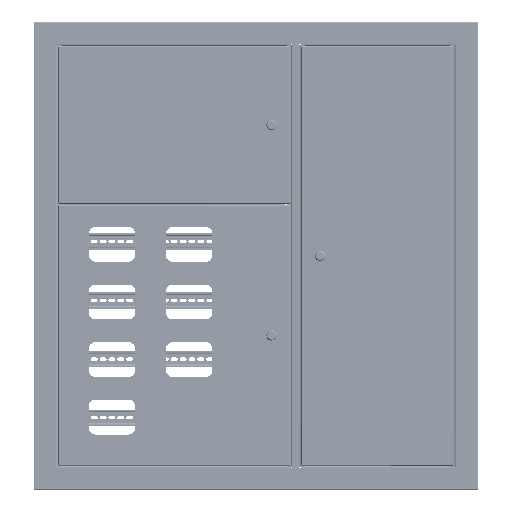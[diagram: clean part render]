
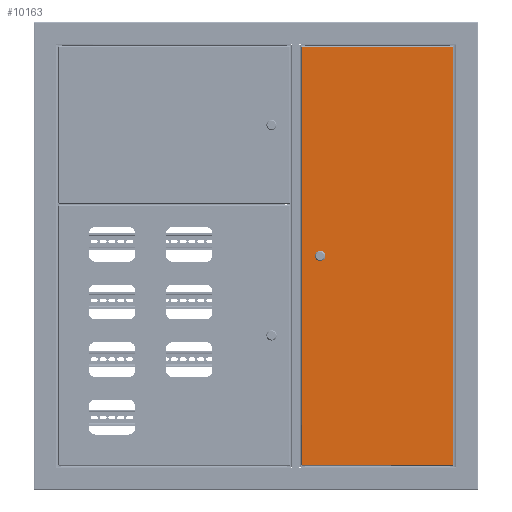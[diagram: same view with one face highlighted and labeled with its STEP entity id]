
A CAD part, top view. The second image highlights one B-rep face of the part: STEP entity #10163.
In plain terms, the highlighted planar face has unit normal (0, 0, 1).
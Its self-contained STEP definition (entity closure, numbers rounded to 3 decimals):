
#405 = CARTESIAN_POINT ( 'NONE',  ( 444.551, 48.5, 0. ) ) ;
#1869 = LINE ( 'NONE', #46489, #55269 ) ;
#5900 = CIRCLE ( 'NONE', #40943, 9.25 ) ;
#8747 = VERTEX_POINT ( 'NONE', #78556 ) ;
#9140 = DIRECTION ( 'NONE',  ( 1., 0., 0. ) ) ;
#10163 = ADVANCED_FACE ( 'NONE', ( #28646, #37276 ), #57466, .F. ) ;
#13943 = EDGE_LOOP ( 'NONE', ( #14035, #25404, #16981, #88168, #69458 ) ) ;
#14035 = ORIENTED_EDGE ( 'NONE', *, *, #51027, .F. ) ;
#15409 = LINE ( 'NONE', #15887, #52536 ) ;
#15887 = CARTESIAN_POINT ( 'NONE',  ( 1.7, 1.7, 0. ) ) ;
#16981 = ORIENTED_EDGE ( 'NONE', *, *, #27522, .F. ) ;
#17090 = LINE ( 'NONE', #77493, #57418 ) ;
#17591 = DIRECTION ( 'NONE',  ( 0., 0., 1. ) ) ;
#17727 = DIRECTION ( 'NONE',  ( 1., 0., 0. ) ) ;
#17848 = CIRCLE ( 'NONE', #71427, 9.25 ) ;
#18710 = VERTEX_POINT ( 'NONE', #77734 ) ;
#18800 = DIRECTION ( 'NONE',  ( 0., 0., 1. ) ) ;
#19125 = DIRECTION ( 'NONE',  ( -1., 0., 0. ) ) ;
#20262 = EDGE_CURVE ( 'NONE', #65105, #45376, #5900, .T. ) ;
#20997 = DIRECTION ( 'NONE',  ( -1., 0., 0. ) ) ;
#23066 = AXIS2_PLACEMENT_3D ( 'NONE', #31476, #17591, #46837 ) ;
#23300 = EDGE_CURVE ( 'NONE', #18710, #40021, #64672, .T. ) ;
#23947 = DIRECTION ( 'NONE',  ( 0., 1., 0. ) ) ;
#25404 = ORIENTED_EDGE ( 'NONE', *, *, #92323, .F. ) ;
#27522 = EDGE_CURVE ( 'NONE', #93381, #89868, #64438, .T. ) ;
#28646 = FACE_BOUND ( 'NONE', #13943, .T. ) ;
#29127 = CARTESIAN_POINT ( 'NONE',  ( 0., 325.7, 0. ) ) ;
#30816 = CARTESIAN_POINT ( 'NONE',  ( 451.849, 31.5, 0. ) ) ;
#31476 = CARTESIAN_POINT ( 'NONE',  ( 448.2, 40., 0. ) ) ;
#33621 = VECTOR ( 'NONE', #87690, 1000. ) ;
#33688 = CARTESIAN_POINT ( 'NONE',  ( 444.551, 31.5, 0. ) ) ;
#34252 = CARTESIAN_POINT ( 'NONE',  ( 1.7, 1.7, 0. ) ) ;
#37276 = FACE_OUTER_BOUND ( 'NONE', #51376, .T. ) ;
#38597 = ORIENTED_EDGE ( 'NONE', *, *, #66320, .T. ) ;
#40021 = VERTEX_POINT ( 'NONE', #34252 ) ;
#40358 = DIRECTION ( 'NONE',  ( 1., 0., 0. ) ) ;
#40735 = ORIENTED_EDGE ( 'NONE', *, *, #23300, .T. ) ;
#40943 = AXIS2_PLACEMENT_3D ( 'NONE', #54652, #90181, #17727 ) ;
#41153 = VERTEX_POINT ( 'NONE', #69337 ) ;
#45352 = VERTEX_POINT ( 'NONE', #69217 ) ;
#45376 = VERTEX_POINT ( 'NONE', #33688 ) ;
#46246 = EDGE_CURVE ( 'NONE', #8747, #45352, #1869, .T. ) ;
#46489 = CARTESIAN_POINT ( 'NONE',  ( 894.7, 0., 0. ) ) ;
#46837 = DIRECTION ( 'NONE',  ( 1., 0., 0. ) ) ;
#47602 = CARTESIAN_POINT ( 'NONE',  ( 448.2, 40., 0. ) ) ;
#51027 = EDGE_CURVE ( 'NONE', #41153, #65105, #17090, .T. ) ;
#51376 = EDGE_LOOP ( 'NONE', ( #38597, #92104, #53984, #40735 ) ) ;
#52536 = VECTOR ( 'NONE', #9140, 1000. ) ;
#53548 = DIRECTION ( 'NONE',  ( -1., 0., 0. ) ) ;
#53984 = ORIENTED_EDGE ( 'NONE', *, *, #78275, .T. ) ;
#54652 = CARTESIAN_POINT ( 'NONE',  ( 448.2, 40., 0. ) ) ;
#54660 = DIRECTION ( 'NONE',  ( 1., 0., 0. ) ) ;
#55269 = VECTOR ( 'NONE', #23947, 1000. ) ;
#56643 = VECTOR ( 'NONE', #19125, 1000. ) ;
#57418 = VECTOR ( 'NONE', #53548, 1000. ) ;
#57466 = PLANE ( 'NONE',  #83010 ) ;
#57467 = LINE ( 'NONE', #70908, #56643 ) ;
#58409 = DIRECTION ( 'NONE',  ( 0., 0., -1. ) ) ;
#61289 = VECTOR ( 'NONE', #54660, 1000. ) ;
#64438 = CIRCLE ( 'NONE', #23066, 9.25 ) ;
#64672 = LINE ( 'NONE', #79535, #33621 ) ;
#65105 = VERTEX_POINT ( 'NONE', #405 ) ;
#66320 = EDGE_CURVE ( 'NONE', #40021, #8747, #15409, .T. ) ;
#68108 = CARTESIAN_POINT ( 'NONE',  ( 451.849, 31.5, 0. ) ) ;
#69217 = CARTESIAN_POINT ( 'NONE',  ( 894.7, 324., 0. ) ) ;
#69337 = CARTESIAN_POINT ( 'NONE',  ( 451.849, 48.5, 0. ) ) ;
#69458 = ORIENTED_EDGE ( 'NONE', *, *, #20262, .F. ) ;
#70908 = CARTESIAN_POINT ( 'NONE',  ( 894.993, 324., 0. ) ) ;
#71427 = AXIS2_PLACEMENT_3D ( 'NONE', #47602, #18800, #40358 ) ;
#75304 = LINE ( 'NONE', #68108, #61289 ) ;
#77493 = CARTESIAN_POINT ( 'NONE',  ( 451.849, 48.5, 0. ) ) ;
#77734 = CARTESIAN_POINT ( 'NONE',  ( 1.7, 324., 0. ) ) ;
#78148 = EDGE_CURVE ( 'NONE', #45376, #93381, #75304, .T. ) ;
#78275 = EDGE_CURVE ( 'NONE', #45352, #18710, #57467, .T. ) ;
#78556 = CARTESIAN_POINT ( 'NONE',  ( 894.7, 1.7, 0. ) ) ;
#79535 = CARTESIAN_POINT ( 'NONE',  ( 1.7, 324.293, 0. ) ) ;
#83010 = AXIS2_PLACEMENT_3D ( 'NONE', #29127, #58409, #20997 ) ;
#87690 = DIRECTION ( 'NONE',  ( 0., -1., 0. ) ) ;
#88168 = ORIENTED_EDGE ( 'NONE', *, *, #78148, .F. ) ;
#89868 = VERTEX_POINT ( 'NONE', #93291 ) ;
#90181 = DIRECTION ( 'NONE',  ( 0., 0., 1. ) ) ;
#92104 = ORIENTED_EDGE ( 'NONE', *, *, #46246, .T. ) ;
#92323 = EDGE_CURVE ( 'NONE', #89868, #41153, #17848, .T. ) ;
#93291 = CARTESIAN_POINT ( 'NONE',  ( 457.45, 40., 0. ) ) ;
#93381 = VERTEX_POINT ( 'NONE', #30816 ) ;
